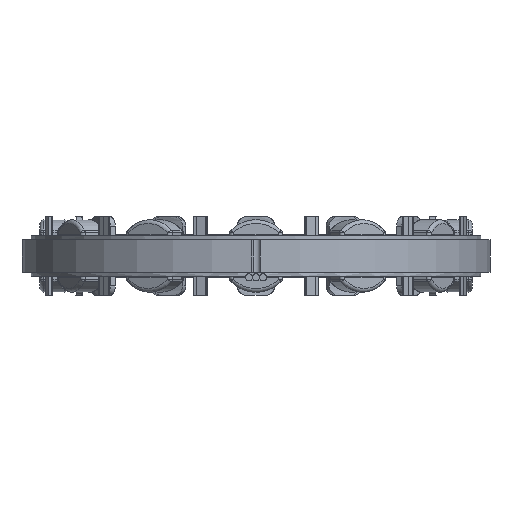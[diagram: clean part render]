
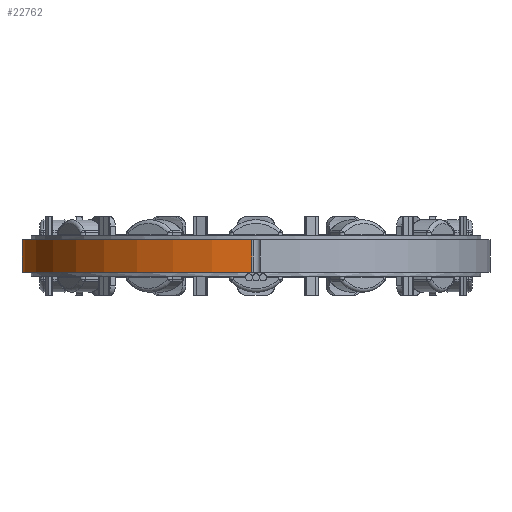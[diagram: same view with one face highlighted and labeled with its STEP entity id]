
A CAD part, front view. The second image highlights one B-rep face of the part: STEP entity #22762.
In plain terms, the highlighted cylindrical face has radius 50 mm (diameter 100 mm), a partial arc.
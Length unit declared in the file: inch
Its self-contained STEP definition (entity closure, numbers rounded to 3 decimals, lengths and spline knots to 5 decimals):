
#1729=LINE('',#38520,#3492);
#1730=LINE('',#38522,#3493);
#3492=VECTOR('',#30890,0.3937);
#3493=VECTOR('',#30893,0.3937);
#4166=CYLINDRICAL_SURFACE('',#24957,1.9685);
#5410=FACE_OUTER_BOUND('',#6750,.T.);
#6750=EDGE_LOOP('',(#18508,#18509,#18510,#18511));
#7472=CIRCLE('',#23978,1.9685);
#7927=CIRCLE('',#24931,1.9685);
#9461=VERTEX_POINT('',#36225);
#9462=VERTEX_POINT('',#36227);
#9916=VERTEX_POINT('',#38474);
#9919=VERTEX_POINT('',#38479);
#11892=EDGE_CURVE('',#9462,#9461,#7472,.T.);
#12866=EDGE_CURVE('',#9919,#9916,#7927,.T.);
#12892=EDGE_CURVE('',#9461,#9916,#1729,.T.);
#12893=EDGE_CURVE('',#9919,#9462,#1730,.T.);
#18508=ORIENTED_EDGE('',*,*,#12892,.T.);
#18509=ORIENTED_EDGE('',*,*,#12866,.F.);
#18510=ORIENTED_EDGE('',*,*,#12893,.T.);
#18511=ORIENTED_EDGE('',*,*,#11892,.T.);
#22762=ADVANCED_FACE('',(#5410),#4166,.T.);
#23978=AXIS2_PLACEMENT_3D('',#36228,#28448,#28449);
#24931=AXIS2_PLACEMENT_3D('',#38481,#30837,#30838);
#24957=AXIS2_PLACEMENT_3D('',#38521,#30891,#30892);
#28448=DIRECTION('center_axis',(0.,0.,1.));
#28449=DIRECTION('ref_axis',(1.,0.,0.));
#30837=DIRECTION('center_axis',(0.,0.,1.));
#30838=DIRECTION('ref_axis',(1.,0.,0.));
#30890=DIRECTION('',(0.,0.,1.));
#30891=DIRECTION('center_axis',(0.,0.,1.));
#30892=DIRECTION('ref_axis',(-1.,0.,0.));
#30893=DIRECTION('',(0.,0.,-1.));
#36225=CARTESIAN_POINT('',(-2.31259,-6.33547,-5.14368));
#36227=CARTESIAN_POINT('',(-2.31259,-2.39912,-5.14368));
#36228=CARTESIAN_POINT('Origin',(-2.27665,-4.36729,-5.14368));
#38474=CARTESIAN_POINT('',(-2.31259,-6.33547,-4.86809));
#38479=CARTESIAN_POINT('',(-2.31259,-2.39912,-4.86809));
#38481=CARTESIAN_POINT('Origin',(-2.27665,-4.36729,-4.86809));
#38520=CARTESIAN_POINT('',(-2.31259,-6.33547,-5.14368));
#38521=CARTESIAN_POINT('Origin',(-2.27665,-4.36729,-5.14368));
#38522=CARTESIAN_POINT('',(-2.31259,-2.39912,-5.14368));
